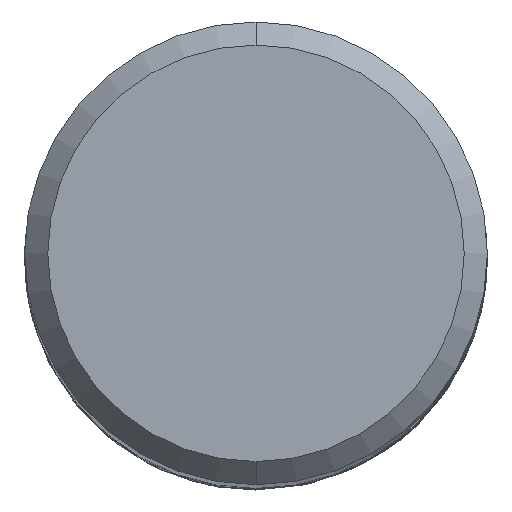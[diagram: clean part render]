
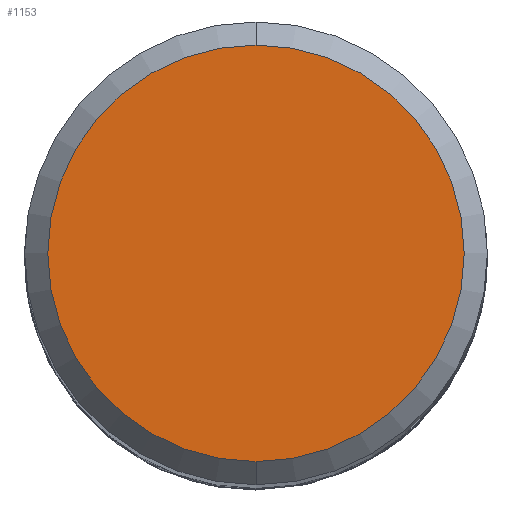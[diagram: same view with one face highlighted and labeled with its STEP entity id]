
A CAD part, top view. The second image highlights one B-rep face of the part: STEP entity #1153.
In plain terms, the highlighted planar face has unit normal (0, 0, 1).
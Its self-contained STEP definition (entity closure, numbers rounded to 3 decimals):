
#509=EDGE_CURVE('',#825,#1009,#1437,.T.);
#825=VERTEX_POINT('',#1782);
#967=EDGE_CURVE('',#1009,#825,#1940,.T.);
#1009=VERTEX_POINT('',#1986);
#1153=ADVANCED_FACE('',(#2144),#2145,.T.);
#1437=CIRCLE('',#2535,4.5);
#1782=CARTESIAN_POINT('',(0.0,4.5,0.0));
#1940=CIRCLE('',#8313,4.5);
#1986=CARTESIAN_POINT('',(0.,-4.5,0.0));
#2144=FACE_OUTER_BOUND('',#11387,.T.);
#2145=PLANE('',#11388);
#2535=AXIS2_PLACEMENT_3D('',#13536,#13537,#13538);
#8313=AXIS2_PLACEMENT_3D('',#14085,#14086,#14087);
#11387=EDGE_LOOP('',(#14299,#14300));
#11388=AXIS2_PLACEMENT_3D('',#14301,#14302,#14303);
#13536=CARTESIAN_POINT('',(0.0,0.0,0.0));
#13537=DIRECTION('',(0.0,0.0,-1.0));
#13538=DIRECTION('',(0.0,1.0,0.0));
#14085=CARTESIAN_POINT('',(0.0,0.0,0.0));
#14086=DIRECTION('',(0.0,0.0,-1.0));
#14087=DIRECTION('',(0.0,1.0,0.0));
#14299=ORIENTED_EDGE('',*,*,#509,.F.);
#14300=ORIENTED_EDGE('',*,*,#967,.F.);
#14301=CARTESIAN_POINT('',(0.0,2.25,0.0));
#14302=DIRECTION('',(-0.0,0.0,1.0));
#14303=DIRECTION('',(0.0,-1.0,0.0));
